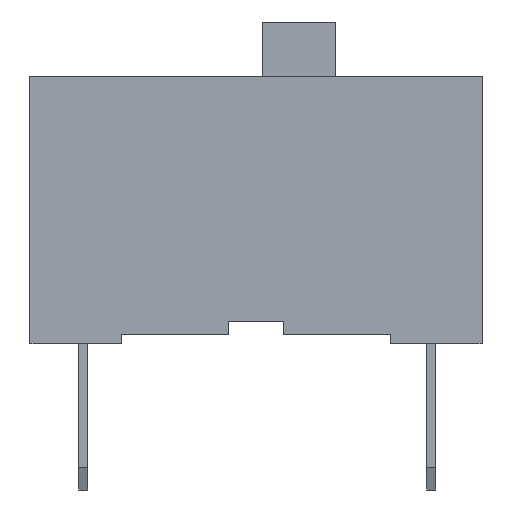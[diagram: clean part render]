
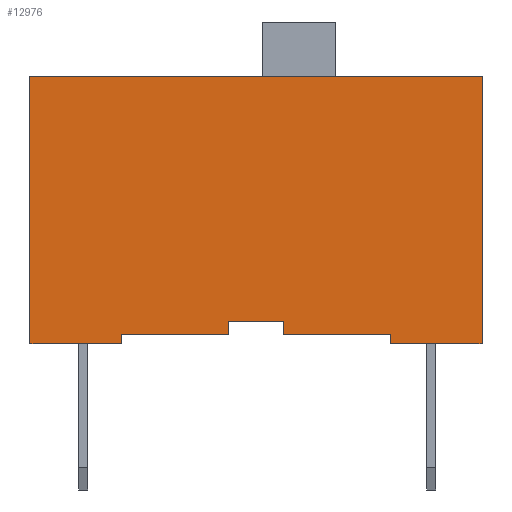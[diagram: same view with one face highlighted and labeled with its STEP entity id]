
A CAD part, left-side view. The second image highlights one B-rep face of the part: STEP entity #12976.
In plain terms, the highlighted planar face has unit normal (-1, 0, 0).
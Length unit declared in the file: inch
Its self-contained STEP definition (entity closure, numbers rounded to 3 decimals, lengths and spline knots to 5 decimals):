
#393=CARTESIAN_POINT('',(-0.32677,-0.02362,-0.09547));
#394=VERTEX_POINT('',#393);
#401=CARTESIAN_POINT('',(-0.32677,0.02362,-0.09547));
#402=VERTEX_POINT('',#401);
#403=CARTESIAN_POINT('',(-0.32677,0.02362,-0.09547));
#404=DIRECTION('',(0.0,-1.0,0.0));
#405=VECTOR('',#404,0.04724);
#406=LINE('',#403,#405);
#407=EDGE_CURVE('',#402,#394,#406,.T.);
#4322=CARTESIAN_POINT('',(-0.32677,-0.02362,-0.10728));
#4323=VERTEX_POINT('',#4322);
#4330=CARTESIAN_POINT('',(-0.32677,-0.02362,-0.09547));
#4331=DIRECTION('',(0.0,0.0,-1.0));
#4332=VECTOR('',#4331,0.01181);
#4333=LINE('',#4330,#4332);
#4334=EDGE_CURVE('',#394,#4323,#4333,.T.);
#4345=CARTESIAN_POINT('',(-0.32677,0.02362,-0.10728));
#4346=VERTEX_POINT('',#4345);
#4347=CARTESIAN_POINT('',(-0.32677,0.02362,-0.10728));
#4348=DIRECTION('',(0.0,0.0,1.0));
#4349=VECTOR('',#4348,0.01181);
#4350=LINE('',#4347,#4349);
#4351=EDGE_CURVE('',#4346,#402,#4350,.T.);
#4586=CARTESIAN_POINT('',(-0.32677,0.11614,-0.10728));
#4587=VERTEX_POINT('',#4586);
#4588=CARTESIAN_POINT('',(-0.32677,0.11614,-0.10728));
#4589=DIRECTION('',(0.0,-1.0,0.0));
#4590=VECTOR('',#4589,0.09252);
#4591=LINE('',#4588,#4590);
#4592=EDGE_CURVE('',#4587,#4346,#4591,.T.);
#4625=CARTESIAN_POINT('',(-0.32677,-0.11614,-0.10728));
#4626=VERTEX_POINT('',#4625);
#4633=CARTESIAN_POINT('',(-0.32677,-0.02362,-0.10728));
#4634=DIRECTION('',(0.0,-1.0,0.0));
#4635=VECTOR('',#4634,0.09252);
#4636=LINE('',#4633,#4635);
#4637=EDGE_CURVE('',#4323,#4626,#4636,.T.);
#4842=CARTESIAN_POINT('',(-0.32677,-0.11614,-0.11516));
#4843=VERTEX_POINT('',#4842);
#4850=CARTESIAN_POINT('',(-0.32677,-0.11614,-0.10728));
#4851=DIRECTION('',(0.0,0.0,-1.0));
#4852=VECTOR('',#4851,0.00787);
#4853=LINE('',#4850,#4852);
#4854=EDGE_CURVE('',#4626,#4843,#4853,.T.);
#4865=CARTESIAN_POINT('',(-0.32677,0.11614,-0.11516));
#4866=VERTEX_POINT('',#4865);
#4867=CARTESIAN_POINT('',(-0.32677,0.11614,-0.11516));
#4868=DIRECTION('',(0.0,0.0,1.0));
#4869=VECTOR('',#4868,0.00787);
#4870=LINE('',#4867,#4869);
#4871=EDGE_CURVE('',#4866,#4587,#4870,.T.);
#4898=CARTESIAN_POINT('',(-0.32677,-0.19488,0.11516));
#4899=VERTEX_POINT('',#4898);
#4906=CARTESIAN_POINT('',(-0.32677,-0.19488,-0.11516));
#4907=VERTEX_POINT('',#4906);
#4908=CARTESIAN_POINT('',(-0.32677,-0.19488,0.11516));
#4909=DIRECTION('',(0.0,0.0,-1.0));
#4910=VECTOR('',#4909,0.23031);
#4911=LINE('',#4908,#4910);
#4912=EDGE_CURVE('',#4899,#4907,#4911,.T.);
#4970=CARTESIAN_POINT('',(-0.32677,0.19488,-0.11516));
#4971=VERTEX_POINT('',#4970);
#4972=CARTESIAN_POINT('',(-0.32677,0.11614,-0.11516));
#4973=DIRECTION('',(0.0,1.0,0.0));
#4974=VECTOR('',#4973,0.07874);
#4975=LINE('',#4972,#4974);
#4976=EDGE_CURVE('',#4866,#4971,#4975,.T.);
#4996=CARTESIAN_POINT('',(-0.32677,-0.19488,-0.11516));
#4997=DIRECTION('',(0.0,1.0,0.0));
#4998=VECTOR('',#4997,0.07874);
#4999=LINE('',#4996,#4998);
#5000=EDGE_CURVE('',#4907,#4843,#4999,.T.);
#10217=CARTESIAN_POINT('',(-0.32677,0.19488,0.11516));
#10218=VERTEX_POINT('',#10217);
#10225=CARTESIAN_POINT('',(-0.32677,0.19488,0.11516));
#10226=DIRECTION('',(0.0,-1.0,0.0));
#10227=VECTOR('',#10226,0.38976);
#10228=LINE('',#10225,#10227);
#10229=EDGE_CURVE('',#10218,#4899,#10228,.T.);
#12952=CARTESIAN_POINT('',(-0.32677,0.,0.0));
#12953=DIRECTION('',(1.0,0.0,0.0));
#12954=DIRECTION('',(0.0,0.0,-1.0));
#12955=AXIS2_PLACEMENT_3D('',#12952,#12953,#12954);
#12956=PLANE('',#12955);
#12957=ORIENTED_EDGE('',*,*,#4334,.T.);
#12958=ORIENTED_EDGE('',*,*,#4637,.T.);
#12959=ORIENTED_EDGE('',*,*,#4854,.T.);
#12960=ORIENTED_EDGE('',*,*,#5000,.F.);
#12961=ORIENTED_EDGE('',*,*,#4912,.F.);
#12962=ORIENTED_EDGE('',*,*,#10229,.F.);
#12963=CARTESIAN_POINT('',(-0.32677,0.19488,-0.11516));
#12964=DIRECTION('',(0.0,0.0,1.0));
#12965=VECTOR('',#12964,0.23031);
#12966=LINE('',#12963,#12965);
#12967=EDGE_CURVE('',#4971,#10218,#12966,.T.);
#12968=ORIENTED_EDGE('',*,*,#12967,.F.);
#12969=ORIENTED_EDGE('',*,*,#4976,.F.);
#12970=ORIENTED_EDGE('',*,*,#4871,.T.);
#12971=ORIENTED_EDGE('',*,*,#4592,.T.);
#12972=ORIENTED_EDGE('',*,*,#4351,.T.);
#12973=ORIENTED_EDGE('',*,*,#407,.T.);
#12974=EDGE_LOOP('',(#12957,#12958,#12959,#12960,#12961,#12962,#12968,#12969,#12970,#12971,#12972,#12973));
#12975=FACE_OUTER_BOUND('',#12974,.T.);
#12976=ADVANCED_FACE('',(#12975),#12956,.F.);
